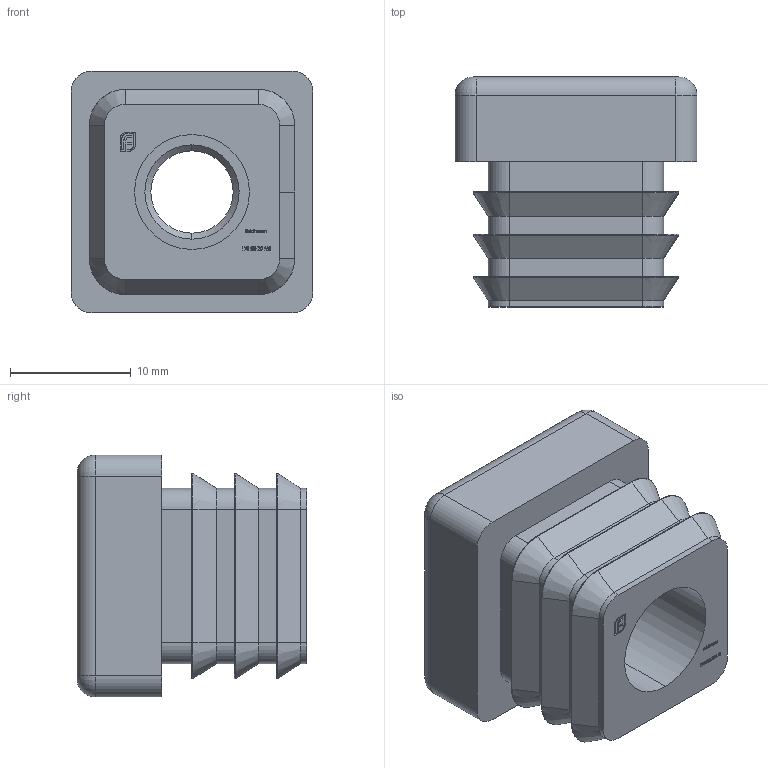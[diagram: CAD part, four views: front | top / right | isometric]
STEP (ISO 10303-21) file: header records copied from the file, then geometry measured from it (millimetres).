
FILE_DESCRIPTION (( 'STEP AP203' ), '1' );
FILE_NAME ('178-20X20-M8.step', '2021-01-27T12:30:15', ( '' ), ( '' ), 'SwSTEP 2.0', 'SolidWorks 2018', '' );
FILE_SCHEMA (( 'CONFIG_CONTROL_DESIGN' ));
Length unit declared in the file: millimetre
Products named in the file (2): 178-20X20-M8
Bounding box: 20 x 19 x 20 mm (x, y, z)
Volume: 4230 mm3; surface area: 3424.3 mm2
Topology: 2 solids, 2 shells, 462 faces, 1158 edges, 733 vertices
Faces by surface type: plane 238, bspline 132, cylinder 60, cone 16, torus 16
Entity records: 20461 total; most frequent: CARTESIAN_POINT 10087, ORIENTED_EDGE 2316, DIRECTION 1704, EDGE_CURVE 1158, LINE 748, VECTOR 748, VERTEX_POINT 733, EDGE_LOOP 499
